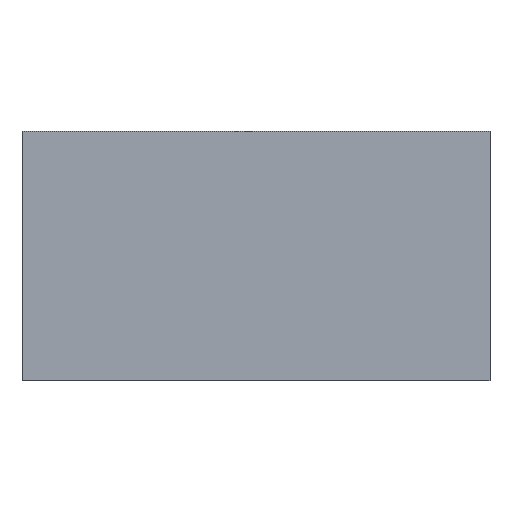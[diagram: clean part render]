
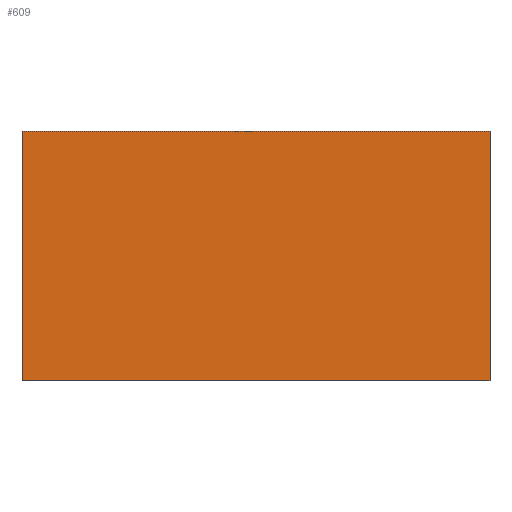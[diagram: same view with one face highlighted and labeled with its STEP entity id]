
A CAD part, front view. The second image highlights one B-rep face of the part: STEP entity #609.
In plain terms, the highlighted planar face has unit normal (0, -1, 0).
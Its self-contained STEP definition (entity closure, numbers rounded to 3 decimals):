
#18=PLANE('',#663);
#46=FACE_OUTER_BOUND('',#76,.T.);
#76=EDGE_LOOP('',(#424,#425,#426,#427));
#109=LINE('',#875,#185);
#114=LINE('',#886,#190);
#116=LINE('',#889,#192);
#117=LINE('',#890,#193);
#185=VECTOR('',#718,10.);
#190=VECTOR('',#727,10.);
#192=VECTOR('',#731,10.);
#193=VECTOR('',#732,10.);
#270=VERTEX_POINT('',#871);
#271=VERTEX_POINT('',#873);
#274=VERTEX_POINT('',#883);
#275=VERTEX_POINT('',#885);
#329=EDGE_CURVE('',#271,#270,#109,.T.);
#334=EDGE_CURVE('',#275,#274,#114,.T.);
#336=EDGE_CURVE('',#274,#270,#116,.T.);
#337=EDGE_CURVE('',#275,#271,#117,.T.);
#424=ORIENTED_EDGE('',*,*,#336,.T.);
#425=ORIENTED_EDGE('',*,*,#329,.F.);
#426=ORIENTED_EDGE('',*,*,#337,.F.);
#427=ORIENTED_EDGE('',*,*,#334,.T.);
#609=ADVANCED_FACE('',(#46),#18,.T.);
#663=AXIS2_PLACEMENT_3D('',#888,#729,#730);
#718=DIRECTION('',(1.,0.,0.));
#727=DIRECTION('',(1.,0.,0.));
#729=DIRECTION('center_axis',(0.,-1.,0.));
#730=DIRECTION('ref_axis',(0.,0.,-1.));
#731=DIRECTION('',(0.,0.,1.));
#732=DIRECTION('',(0.,0.,1.));
#871=CARTESIAN_POINT('',(300.,-345.,80.));
#873=CARTESIAN_POINT('',(0.,-345.,80.));
#875=CARTESIAN_POINT('',(0.,-345.,80.));
#883=CARTESIAN_POINT('',(300.,-345.,-80.));
#885=CARTESIAN_POINT('',(0.,-345.,-80.));
#886=CARTESIAN_POINT('',(0.,-345.,-80.));
#888=CARTESIAN_POINT('Origin',(0.,-345.,
0.));
#889=CARTESIAN_POINT('',(300.,-345.,0.));
#890=CARTESIAN_POINT('',(0.,-345.,0.));
